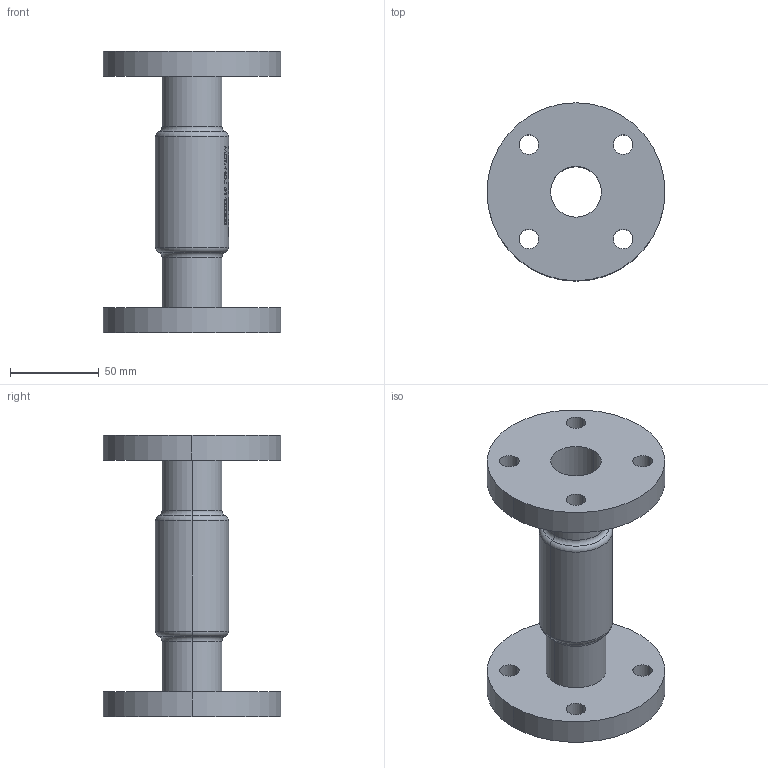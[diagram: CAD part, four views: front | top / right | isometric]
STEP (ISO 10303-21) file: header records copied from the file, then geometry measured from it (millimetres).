
FILE_DESCRIPTION (( 'STEP AP214' ), '1' );
FILE_NAME ('7120000_DN025_PN06_51420200STEP.STEP', '2022-02-03T10:08:11', ( 'axxx' ), ( 'Hewlett-Packard Company' ), 'SwSTEP 2.0', 'SolidWorks 2019', '' );
FILE_SCHEMA (( 'AUTOMOTIVE_DESIGN' ));
Length unit declared in the file: millimetre
Products named in the file (1): 7120000_DN025_PN06_51420200STEP
Bounding box: 100 x 100 x 158 mm (x, y, z)
Volume: 253717.5 mm3; surface area: 71542.2 mm2
Topology: 1 solids, 1 shells, 536 faces, 1443 edges, 958 vertices
Faces by surface type: plane 235, bspline 232, cylinder 61, torus 8
Entity records: 30365 total; most frequent: CARTESIAN_POINT 18539, ORIENTED_EDGE 2886, DIRECTION 1638, EDGE_CURVE 1443, VERTEX_POINT 958, LINE 752, VECTOR 752, EDGE_LOOP 603
